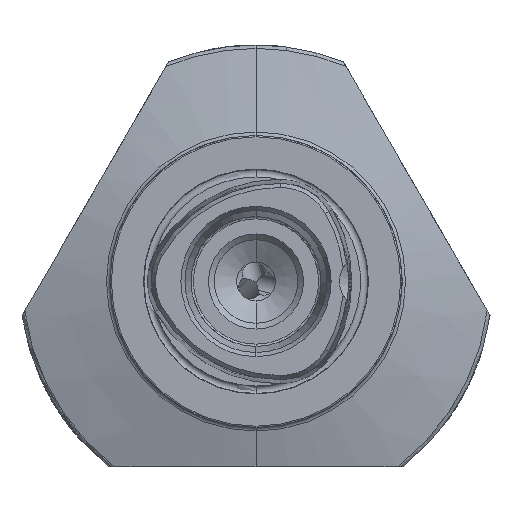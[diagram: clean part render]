
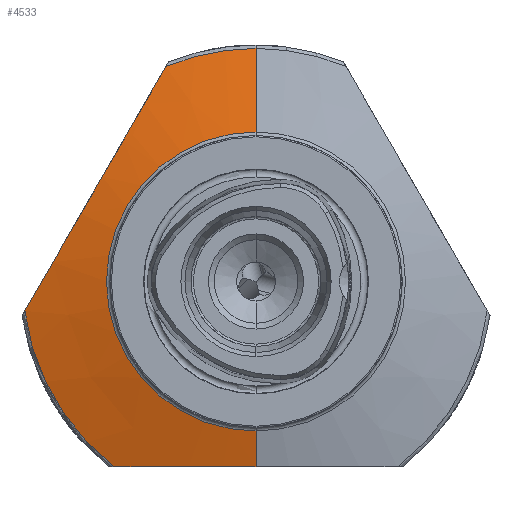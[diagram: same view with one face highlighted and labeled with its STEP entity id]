
A CAD part, left-side view. The second image highlights one B-rep face of the part: STEP entity #4533.
In plain terms, the highlighted conical face has half-angle 75 degrees and reference radius 50.259 mm.
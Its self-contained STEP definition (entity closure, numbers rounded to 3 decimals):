
#234 = VERTEX_POINT ( 'NONE', #7111 ) ;
#394 = CARTESIAN_POINT ( 'NONE',  ( 26.616, 20.692, 44.16 ) ) ;
#424 = ORIENTED_EDGE ( 'NONE', *, *, #5204, .T. ) ;
#493 = CIRCLE ( 'NONE', #6842, 50.259 ) ;
#639 = CARTESIAN_POINT ( 'NONE',  ( 27.026, 0., 50.259 ) ) ;
#975 = CARTESIAN_POINT ( 'NONE',  ( 22.199, 0., -32.241 ) ) ;
#1108 = CARTESIAN_POINT ( 'NONE',  ( 24.789, 41.005, 8.977 ) ) ;
#1223 = VERTEX_POINT ( 'NONE', #8622 ) ;
#1274 = DIRECTION ( 'NONE',  ( 0., 0., -1. ) ) ;
#1459 = VERTEX_POINT ( 'NONE', #639 ) ;
#1491 = CARTESIAN_POINT ( 'NONE',  ( 26.618, 27.909, -40. ) ) ;
#1520 = CARTESIAN_POINT ( 'NONE',  ( 24.343, 5.069, -40. ) ) ;
#1545 = CARTESIAN_POINT ( 'NONE',  ( 26.239, 25.382, -40. ) ) ;
#1784 = CONICAL_SURFACE ( 'NONE', #3020, 50.259, 1.309 ) ;
#1794 = CARTESIAN_POINT ( 'NONE',  ( 24.6, 39.739, 11.17 ) ) ;
#1836 = CARTESIAN_POINT ( 'NONE',  ( 27.026, 0., 0. ) ) ;
#1881 = CIRCLE ( 'NONE', #5188, 32.241 ) ;
#1957 = CARTESIAN_POINT ( 'NONE',  ( 25.266, 25.777, 35.353 ) ) ;
#2148 = EDGE_CURVE ( 'NONE', #1459, #1223, #493, .T. ) ;
#2157 = DIRECTION ( 'NONE',  ( -1., 0., 0. ) ) ;
#2187 = VECTOR ( 'NONE', #8889, 1000. ) ;
#2270 = CARTESIAN_POINT ( 'NONE',  ( 24.278, 0., -40. ) ) ;
#2406 = ORIENTED_EDGE ( 'NONE', *, *, #7947, .T. ) ;
#2572 = CARTESIAN_POINT ( 'NONE',  ( 27.026, 49.856, -6.353 ) ) ;
#2577 = DIRECTION ( 'NONE',  ( 0., 0., 1. ) ) ;
#2603 = CARTESIAN_POINT ( 'NONE',  ( 25.514, 44.801, 2.402 ) ) ;
#2770 = CARTESIAN_POINT ( 'NONE',  ( 26.236, 21.961, 41.963 ) ) ;
#3020 = AXIS2_PLACEMENT_3D ( 'NONE', #6483, #8008, #1274 ) ;
#3031 = CARTESIAN_POINT ( 'NONE',  ( 24.785, 12.681, -40. ) ) ;
#3287 = CIRCLE ( 'NONE', #9318, 50.259 ) ;
#3424 = FACE_OUTER_BOUND ( 'NONE', #7808, .T. ) ;
#3500 = CARTESIAN_POINT ( 'NONE',  ( 24.782, 28.32, 30.948 ) ) ;
#3530 = CARTESIAN_POINT ( 'NONE',  ( 24.341, 32.131, 24.347 ) ) ;
#3792 = VERTEX_POINT ( 'NONE', #3932 ) ;
#3822 = CARTESIAN_POINT ( 'NONE',  ( 25.734, 21.576, -40. ) ) ;
#3903 = ORIENTED_EDGE ( 'NONE', *, *, #6988, .F. ) ;
#3932 = CARTESIAN_POINT ( 'NONE',  ( 24.278, 0., -40. ) ) ;
#3999 = EDGE_CURVE ( 'NONE', #7116, #3792, #6133, .T. ) ;
#4062 = CARTESIAN_POINT ( 'NONE',  ( 24.279, 35.938, 17.754 ) ) ;
#4170 = CARTESIAN_POINT ( 'NONE',  ( 25.561, 24.503, 37.559 ) ) ;
#4203 = LINE ( 'NONE', #5029, #2187 ) ;
#4420 = DIRECTION ( 'NONE',  ( 1., 0., 0. ) ) ;
#4429 = CARTESIAN_POINT ( 'NONE',  ( 22.199, 0., 32.241 ) ) ;
#4533 = ADVANCED_FACE ( 'NONE', ( #3424 ), #1784, .T. ) ;
#4646 = CARTESIAN_POINT ( 'NONE',  ( 25.148, 16.492, -40. ) ) ;
#4822 = DIRECTION ( 'NONE',  ( 0.259, 0., -0.966 ) ) ;
#5029 = CARTESIAN_POINT ( 'NONE',  ( 27.026, 0., 50.259 ) ) ;
#5097 = CARTESIAN_POINT ( 'NONE',  ( 22.199, 0., 0. ) ) ;
#5188 = AXIS2_PLACEMENT_3D ( 'NONE', #5097, #4420, #6709 ) ;
#5204 = EDGE_CURVE ( 'NONE', #234, #5565, #3287, .T. ) ;
#5275 = CARTESIAN_POINT ( 'NONE',  ( 24.278, 2.533, -40. ) ) ;
#5462 = EDGE_CURVE ( 'NONE', #7116, #9191, #1881, .T. ) ;
#5565 = VERTEX_POINT ( 'NONE', #8175 ) ;
#5806 = CARTESIAN_POINT ( 'NONE',  ( 24.277, 33.401, 22.148 ) ) ;
#6004 = CARTESIAN_POINT ( 'NONE',  ( 25.283, 17.762, -40. ) ) ;
#6133 = LINE ( 'NONE', #8537, #8026 ) ;
#6483 = CARTESIAN_POINT ( 'NONE',  ( 27.026, 0., 0. ) ) ;
#6709 = DIRECTION ( 'NONE',  ( 0., 0., -1. ) ) ;
#6842 = AXIS2_PLACEMENT_3D ( 'NONE', #1836, #7077, #2577 ) ;
#6988 = EDGE_CURVE ( 'NONE', #3792, #5565, #8971, .T. ) ;
#7042 = CARTESIAN_POINT ( 'NONE',  ( 24.345, 37.205, 15.558 ) ) ;
#7077 = DIRECTION ( 'NONE',  ( -1., 0., 0. ) ) ;
#7111 = CARTESIAN_POINT ( 'NONE',  ( 27.026, 49.856, -6.353 ) ) ;
#7116 = VERTEX_POINT ( 'NONE', #975 ) ;
#7467 = ORIENTED_EDGE ( 'NONE', *, *, #2148, .T. ) ;
#7497 = CARTESIAN_POINT ( 'NONE',  ( 27.026, 30.429, -40. ) ) ;
#7808 = EDGE_LOOP ( 'NONE', ( #9632, #2406, #7467, #9649, #424, #3903, #9271 ) ) ;
#7881 = CARTESIAN_POINT ( 'NONE',  ( 26.207, 47.329, -1.977 ) ) ;
#7947 = EDGE_CURVE ( 'NONE', #9191, #1459, #4203, .T. ) ;
#8008 = DIRECTION ( 'NONE',  ( 1., 0., 0. ) ) ;
#8026 = VECTOR ( 'NONE', #4822, 1000. ) ;
#8164 = DIRECTION ( 'NONE',  ( 0., 0., 1. ) ) ;
#8175 = CARTESIAN_POINT ( 'NONE',  ( 27.026, 30.429, -40. ) ) ;
#8396 = CARTESIAN_POINT ( 'NONE',  ( 24.597, 10.143, -40. ) ) ;
#8537 = CARTESIAN_POINT ( 'NONE',  ( 27.026, 0., -50.259 ) ) ;
#8622 = CARTESIAN_POINT ( 'NONE',  ( 27.026, 19.426, 46.353 ) ) ;
#8697 = CARTESIAN_POINT ( 'NONE',  ( 24.594, 29.591, 28.747 ) ) ;
#8757 = CARTESIAN_POINT ( 'NONE',  ( 27.026, 19.426, 46.353 ) ) ;
#8889 = DIRECTION ( 'NONE',  ( 0.259, 0., 0.966 ) ) ;
#8971 = B_SPLINE_CURVE_WITH_KNOTS ( 'NONE', 3,
 ( #2270, #5275, #1520, #8396, #3031, #4646, #6004, #9062, #3822, #1545, #1491, #7497 ),
 .UNSPECIFIED., .F., .F.,
 ( 4, 2, 2, 2, 2, 4 ),
 ( 0.083, 0.09, 0.098, 0.102, 0.106, 0.113 ),
 .UNSPECIFIED. ) ;
#9034 = EDGE_CURVE ( 'NONE', #234, #1223, #9581, .T. ) ;
#9062 = CARTESIAN_POINT ( 'NONE',  ( 25.575, 20.304, -40. ) ) ;
#9191 = VERTEX_POINT ( 'NONE', #4429 ) ;
#9271 = ORIENTED_EDGE ( 'NONE', *, *, #3999, .F. ) ;
#9318 = AXIS2_PLACEMENT_3D ( 'NONE', #9685, #2157, #8164 ) ;
#9581 = B_SPLINE_CURVE_WITH_KNOTS ( 'NONE', 3,
 ( #2572, #7881, #2603, #1108, #1794, #7042, #4062, #5806, #3530, #8697, #3500, #1957, #4170, #2770, #394, #8757 ),
 .UNSPECIFIED., .F., .F.,
 ( 4, 2, 2, 2, 2, 2, 2, 4 ),
 ( 0., 0.015, 0.023, 0.03, 0.038, 0.046, 0.053, 0.061 ),
 .UNSPECIFIED. ) ;
#9632 = ORIENTED_EDGE ( 'NONE', *, *, #5462, .T. ) ;
#9649 = ORIENTED_EDGE ( 'NONE', *, *, #9034, .F. ) ;
#9685 = CARTESIAN_POINT ( 'NONE',  ( 27.026, 0., 0. ) ) ;
